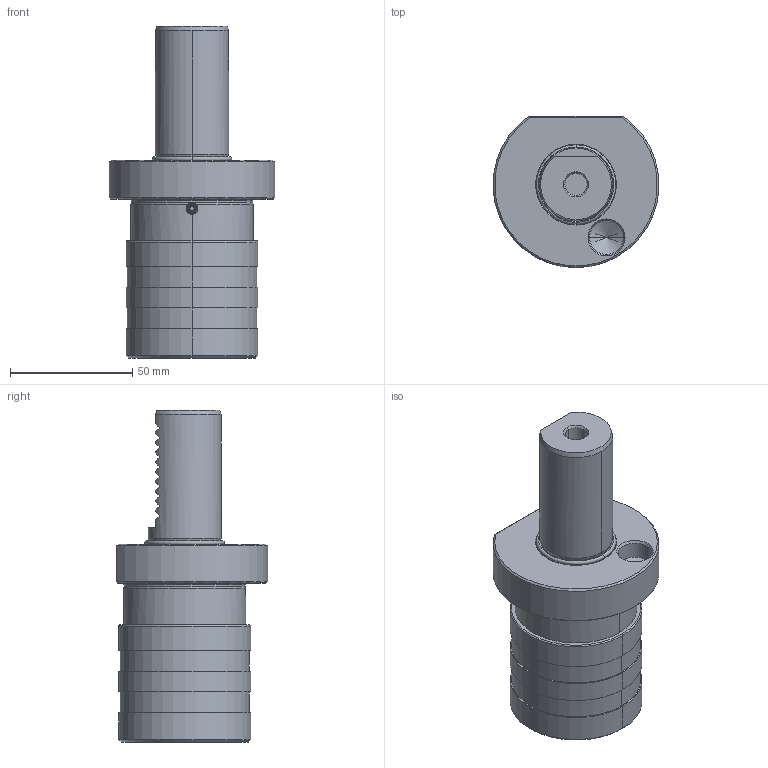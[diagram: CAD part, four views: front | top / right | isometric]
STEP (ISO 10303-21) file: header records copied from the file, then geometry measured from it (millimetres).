
FILE_DESCRIPTION((''),'2;1');
FILE_NAME('309_16_20','2020-11-13T',('101107'),(''),'CREO PARAMETRIC BY PTC INC, 2016260','CREO PARAMETRIC BY PTC INC, 2016260','');
FILE_SCHEMA(('CONFIG_CONTROL_DESIGN'));
Length unit declared in the file: millimetre
Products named in the file (1): 309_16_20
Bounding box: 67.92 x 62 x 136 mm (x, y, z)
Volume: 193797.7 mm3; surface area: 52123.8 mm2
Topology: 2 solids, 2 shells, 210 faces, 502 edges, 308 vertices
Faces by surface type: plane 88, cylinder 53, cone 43, torus 20, sphere 6
Entity records: 6533 total; most frequent: CARTESIAN_POINT 1743, ORIENTED_EDGE 988, DIRECTION 983, EDGE_CURVE 494, AXIS2_PLACEMENT_3D 392, VERTEX_POINT 308, EDGE_LOOP 232, FACE_OUTER_BOUND 210
